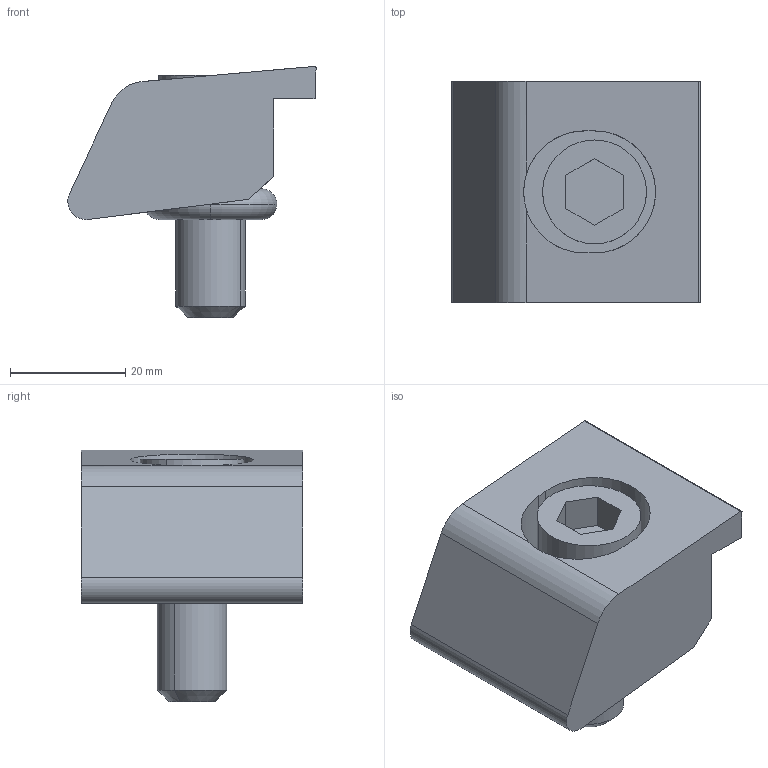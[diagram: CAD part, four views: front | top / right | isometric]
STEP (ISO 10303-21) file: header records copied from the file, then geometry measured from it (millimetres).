
FILE_DESCRIPTION (( 'STEP AP203' ), '1' );
FILE_NAME ('mbssc12.STEP', '2021-10-26T02:40:40', ( '' ), ( '' ), 'SwSTEP 2.0', 'SolidWorks 2020', '' );
FILE_SCHEMA (( 'CONFIG_CONTROL_DESIGN' ));
Length unit declared in the file: millimetre
Products named in the file (4): mbssc12; mbssc12_02; mbssc12_03; mbssc12_01
Assembly tree (3 placements, depth 2):
  mbssc12
    mbssc12_01
    mbssc12_02
    mbssc12_03
Bounding box: 43 x 38.35 x 43.53 mm (x, y, z)
Volume: 28697.8 mm3; surface area: 10491.6 mm2
Topology: 3 solids, 3 shells, 47 faces, 116 edges, 75 vertices
Faces by surface type: plane 25, cylinder 14, torus 6, cone 2
Entity records: 1864 total; most frequent: CARTESIAN_POINT 320, DIRECTION 249, ORIENTED_EDGE 232, EDGE_CURVE 116, AXIS2_PLACEMENT_3D 90, VERTEX_POINT 75, VECTOR 69, LINE 69
